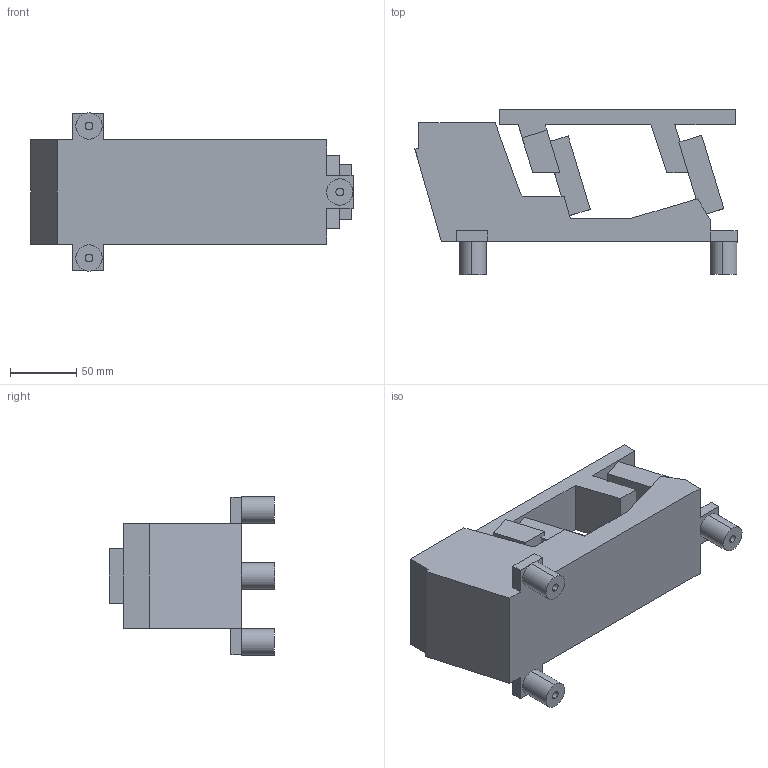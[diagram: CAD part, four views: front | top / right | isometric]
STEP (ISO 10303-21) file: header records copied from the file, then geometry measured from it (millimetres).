
FILE_DESCRIPTION (( 'STEP AP203' ), '1' );
FILE_NAME ('TPM 24-coque client.STEP', '2011-06-09T09:01:26', ( 'I7' ), ( '' ), 'SwSTEP 2.0', 'SolidWorks 2011', '' );
FILE_SCHEMA (( 'CONFIG_CONTROL_DESIGN' ));
Length unit declared in the file: millimetre
Products named in the file (5): TPM 24-coque client; Support 25 alu_long; TPM 26-001-Modelisation 3D; Pieds_Défaut; Pièce15
Assembly tree (7 placements, depth 2):
  TPM 24-coque client
    TPM 26-001-Modelisation 3D
    Pieds_Défaut  x3
    Pièce15  x2
    Support 25 alu_long
Bounding box: 244 x 125.01 x 119.93 mm (x, y, z)
Volume: 1045483.3 mm3; surface area: 130072 mm2
Topology: 7 solids, 7 shells, 83 faces, 207 edges, 138 vertices
Faces by surface type: plane 67, cylinder 16
Entity records: 2612 total; most frequent: CARTESIAN_POINT 360, ORIENTED_EDGE 342, DIRECTION 337, EDGE_CURVE 171, LINE 155, VECTOR 155, VERTEX_POINT 114, AXIS2_PLACEMENT_3D 91
